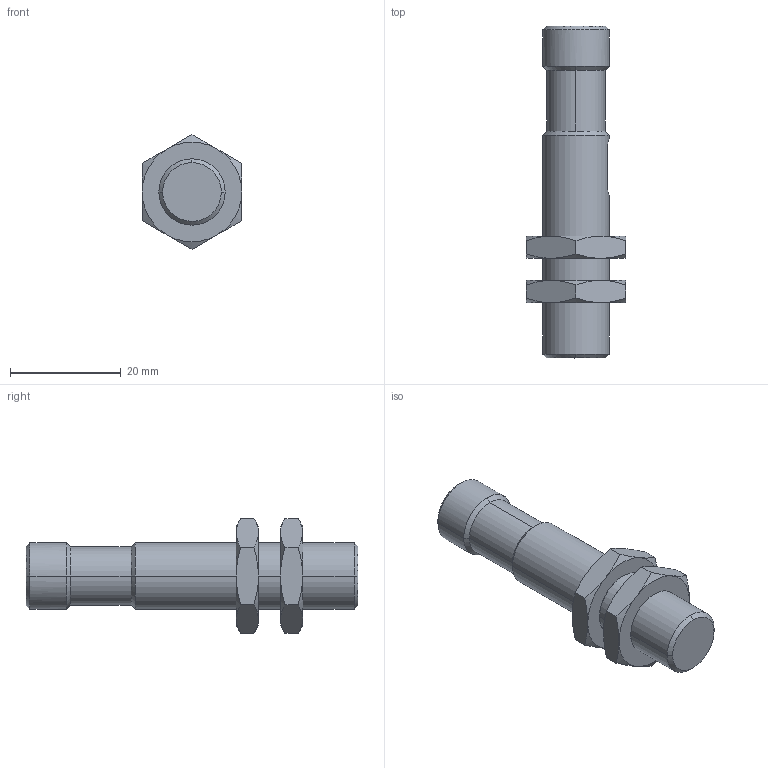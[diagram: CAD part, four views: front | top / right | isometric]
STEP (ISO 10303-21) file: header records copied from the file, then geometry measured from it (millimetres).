
FILE_DESCRIPTION (( 'STEP AP214' ), '1' );
FILE_NAME ('LLR-M12MA-NMS-101.STEP', '2021-12-14T15:47:01', ( '' ), ( '' ), 'SwSTEP 2.0', 'SolidWorks 2021', '' );
FILE_SCHEMA (( 'AUTOMOTIVE_DESIGN' ));
Length unit declared in the file: millimetre
Products named in the file (1): LLR-M12MA-NMS-101
Bounding box: 18 x 60 x 20.78 mm (x, y, z)
Volume: 7487.3 mm3; surface area: 4204.9 mm2
Topology: 3 solids, 3 shells, 169 faces, 400 edges, 243 vertices
Faces by surface type: cylinder 54, cone 52, plane 44, sphere 11, bspline 8
Entity records: 8221 total; most frequent: CARTESIAN_POINT 3391, ORIENTED_EDGE 784, DIRECTION 679, EDGE_CURVE 392, AXIS2_PLACEMENT_3D 269, VERTEX_POINT 243, EDGE_LOOP 187, ADVANCED_FACE 169
